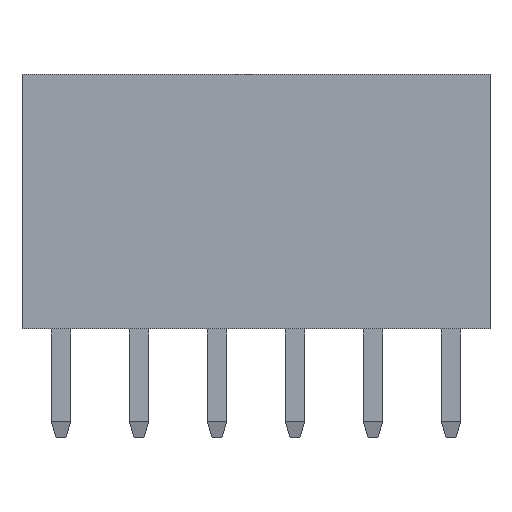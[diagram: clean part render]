
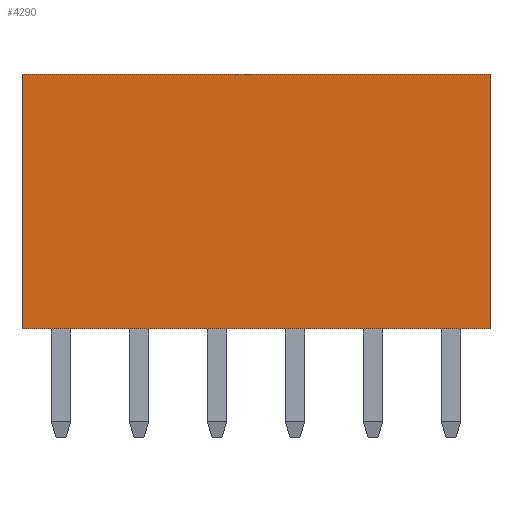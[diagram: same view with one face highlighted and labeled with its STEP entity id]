
A CAD part, front view. The second image highlights one B-rep face of the part: STEP entity #4290.
In plain terms, the highlighted planar face has unit normal (0, -1, 0).
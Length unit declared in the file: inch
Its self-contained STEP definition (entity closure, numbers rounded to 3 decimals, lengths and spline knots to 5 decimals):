
#3312 = PLANE('',#3313);
#3313 = AXIS2_PLACEMENT_3D('',#3314,#3315,#3316);
#3314 = CARTESIAN_POINT('',(-0.05,-0.05,0.));
#3315 = DIRECTION('',(-1.,0.,0.));
#3316 = DIRECTION('',(0.,1.,0.));
#3340 = PLANE('',#3341);
#3341 = AXIS2_PLACEMENT_3D('',#3342,#3343,#3344);
#3342 = CARTESIAN_POINT('',(-0.05,0.05,0.32677));
#3343 = DIRECTION('',(0.,0.,1.));
#3344 = DIRECTION('',(1.,0.,0.));
#3368 = PLANE('',#3369);
#3369 = AXIS2_PLACEMENT_3D('',#3370,#3371,#3372);
#3370 = CARTESIAN_POINT('',(0.55,0.05,0.));
#3371 = DIRECTION('',(1.,0.,0.));
#3372 = DIRECTION('',(0.,-1.,0.));
#3394 = PLANE('',#3395);
#3395 = AXIS2_PLACEMENT_3D('',#3396,#3397,#3398);
#3396 = CARTESIAN_POINT('',(-0.05,0.05,0.));
#3397 = DIRECTION('',(0.,0.,1.));
#3398 = DIRECTION('',(1.,0.,0.));
#3409 = EDGE_CURVE('',#3410,#3412,#3414,.T.);
#3410 = VERTEX_POINT('',#3411);
#3411 = CARTESIAN_POINT('',(-0.05,-0.05,0.));
#3412 = VERTEX_POINT('',#3413);
#3413 = CARTESIAN_POINT('',(-0.05,-0.05,0.32677));
#3414 = SURFACE_CURVE('',#3415,(#3419,#3426),.PCURVE_S1.);
#3415 = LINE('',#3416,#3417);
#3416 = CARTESIAN_POINT('',(-0.05,-0.05,0.));
#3417 = VECTOR('',#3418,0.03937);
#3418 = DIRECTION('',(0.,0.,1.));
#3419 = PCURVE('',#3312,#3420);
#3420 = DEFINITIONAL_REPRESENTATION('',(#3421),#3425);
#3421 = LINE('',#3422,#3423);
#3422 = CARTESIAN_POINT('',(0.,0.));
#3423 = VECTOR('',#3424,1.);
#3424 = DIRECTION('',(0.,-1.));
#3425 = ( GEOMETRIC_REPRESENTATION_CONTEXT(2) 
PARAMETRIC_REPRESENTATION_CONTEXT() REPRESENTATION_CONTEXT('2D SPACE',''
  ) );
#3426 = PCURVE('',#3427,#3432);
#3427 = PLANE('',#3428);
#3428 = AXIS2_PLACEMENT_3D('',#3429,#3430,#3431);
#3429 = CARTESIAN_POINT('',(0.55,-0.05,0.));
#3430 = DIRECTION('',(0.,-1.,0.));
#3431 = DIRECTION('',(-1.,0.,0.));
#3432 = DEFINITIONAL_REPRESENTATION('',(#3433),#3437);
#3433 = LINE('',#3434,#3435);
#3434 = CARTESIAN_POINT('',(0.6,0.));
#3435 = VECTOR('',#3436,1.);
#3436 = DIRECTION('',(0.,-1.));
#3437 = ( GEOMETRIC_REPRESENTATION_CONTEXT(2) 
PARAMETRIC_REPRESENTATION_CONTEXT() REPRESENTATION_CONTEXT('2D SPACE',''
  ) );
#3487 = VERTEX_POINT('',#3488);
#3488 = CARTESIAN_POINT('',(0.55,-0.05,0.32677));
#3509 = EDGE_CURVE('',#3510,#3487,#3512,.T.);
#3510 = VERTEX_POINT('',#3511);
#3511 = CARTESIAN_POINT('',(0.55,-0.05,0.));
#3512 = SURFACE_CURVE('',#3513,(#3517,#3524),.PCURVE_S1.);
#3513 = LINE('',#3514,#3515);
#3514 = CARTESIAN_POINT('',(0.55,-0.05,0.));
#3515 = VECTOR('',#3516,0.03937);
#3516 = DIRECTION('',(0.,0.,1.));
#3517 = PCURVE('',#3368,#3518);
#3518 = DEFINITIONAL_REPRESENTATION('',(#3519),#3523);
#3519 = LINE('',#3520,#3521);
#3520 = CARTESIAN_POINT('',(0.1,0.));
#3521 = VECTOR('',#3522,1.);
#3522 = DIRECTION('',(0.,-1.));
#3523 = ( GEOMETRIC_REPRESENTATION_CONTEXT(2) 
PARAMETRIC_REPRESENTATION_CONTEXT() REPRESENTATION_CONTEXT('2D SPACE',''
  ) );
#3524 = PCURVE('',#3427,#3525);
#3525 = DEFINITIONAL_REPRESENTATION('',(#3526),#3530);
#3526 = LINE('',#3527,#3528);
#3527 = CARTESIAN_POINT('',(0.,-0.));
#3528 = VECTOR('',#3529,1.);
#3529 = DIRECTION('',(0.,-1.));
#3530 = ( GEOMETRIC_REPRESENTATION_CONTEXT(2) 
PARAMETRIC_REPRESENTATION_CONTEXT() REPRESENTATION_CONTEXT('2D SPACE',''
  ) );
#3558 = EDGE_CURVE('',#3510,#3410,#3559,.T.);
#3559 = SURFACE_CURVE('',#3560,(#3564,#3571),.PCURVE_S1.);
#3560 = LINE('',#3561,#3562);
#3561 = CARTESIAN_POINT('',(0.55,-0.05,0.));
#3562 = VECTOR('',#3563,0.03937);
#3563 = DIRECTION('',(-1.,0.,0.));
#3564 = PCURVE('',#3394,#3565);
#3565 = DEFINITIONAL_REPRESENTATION('',(#3566),#3570);
#3566 = LINE('',#3567,#3568);
#3567 = CARTESIAN_POINT('',(0.6,-0.1));
#3568 = VECTOR('',#3569,1.);
#3569 = DIRECTION('',(-1.,0.));
#3570 = ( GEOMETRIC_REPRESENTATION_CONTEXT(2) 
PARAMETRIC_REPRESENTATION_CONTEXT() REPRESENTATION_CONTEXT('2D SPACE',''
  ) );
#3571 = PCURVE('',#3427,#3572);
#3572 = DEFINITIONAL_REPRESENTATION('',(#3573),#3577);
#3573 = LINE('',#3574,#3575);
#3574 = CARTESIAN_POINT('',(0.,-0.));
#3575 = VECTOR('',#3576,1.);
#3576 = DIRECTION('',(1.,0.));
#3577 = ( GEOMETRIC_REPRESENTATION_CONTEXT(2) 
PARAMETRIC_REPRESENTATION_CONTEXT() REPRESENTATION_CONTEXT('2D SPACE',''
  ) );
#3585 = EDGE_CURVE('',#3487,#3412,#3586,.T.);
#3586 = SURFACE_CURVE('',#3587,(#3591,#3598),.PCURVE_S1.);
#3587 = LINE('',#3588,#3589);
#3588 = CARTESIAN_POINT('',(0.55,-0.05,0.32677));
#3589 = VECTOR('',#3590,0.03937);
#3590 = DIRECTION('',(-1.,0.,0.));
#3591 = PCURVE('',#3340,#3592);
#3592 = DEFINITIONAL_REPRESENTATION('',(#3593),#3597);
#3593 = LINE('',#3594,#3595);
#3594 = CARTESIAN_POINT('',(0.6,-0.1));
#3595 = VECTOR('',#3596,1.);
#3596 = DIRECTION('',(-1.,0.));
#3597 = ( GEOMETRIC_REPRESENTATION_CONTEXT(2) 
PARAMETRIC_REPRESENTATION_CONTEXT() REPRESENTATION_CONTEXT('2D SPACE',''
  ) );
#3598 = PCURVE('',#3427,#3599);
#3599 = DEFINITIONAL_REPRESENTATION('',(#3600),#3604);
#3600 = LINE('',#3601,#3602);
#3601 = CARTESIAN_POINT('',(0.,-0.327));
#3602 = VECTOR('',#3603,1.);
#3603 = DIRECTION('',(1.,0.));
#3604 = ( GEOMETRIC_REPRESENTATION_CONTEXT(2) 
PARAMETRIC_REPRESENTATION_CONTEXT() REPRESENTATION_CONTEXT('2D SPACE',''
  ) );
#4290 = ADVANCED_FACE('',(#4291),#3427,.T.);
#4291 = FACE_BOUND('',#4292,.T.);
#4292 = EDGE_LOOP('',(#4293,#4294,#4295,#4296));
#4293 = ORIENTED_EDGE('',*,*,#3509,.T.);
#4294 = ORIENTED_EDGE('',*,*,#3585,.T.);
#4295 = ORIENTED_EDGE('',*,*,#3409,.F.);
#4296 = ORIENTED_EDGE('',*,*,#3558,.F.);
